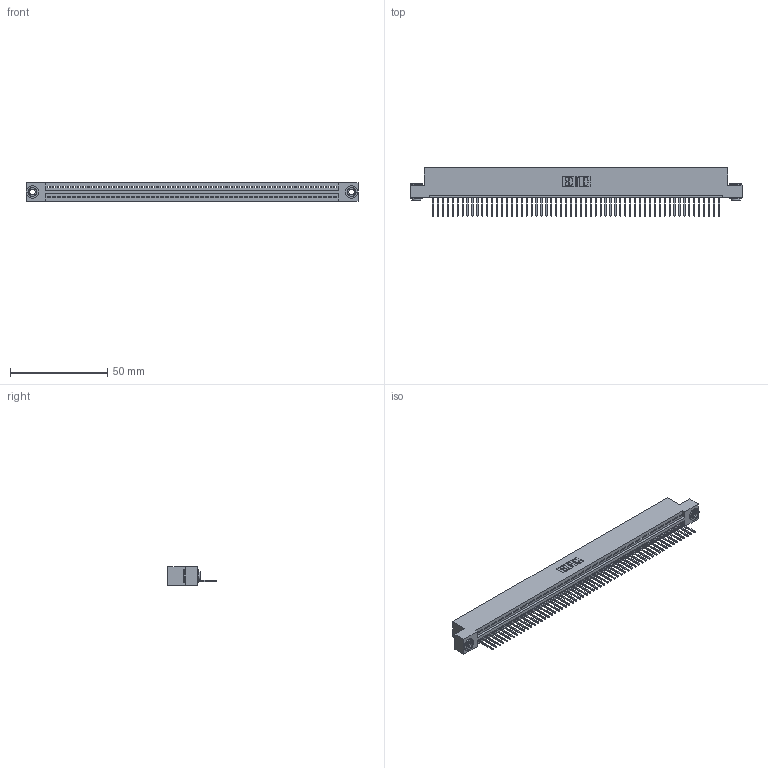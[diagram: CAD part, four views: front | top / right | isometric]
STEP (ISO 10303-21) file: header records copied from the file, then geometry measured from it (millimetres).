
FILE_DESCRIPTION (( 'STEP AP203' ), '1' );
FILE_NAME ('395-059-523-103.STEP', '2018-11-23T07:18:22', ( '' ), ( '' ), 'SwSTEP 2.0', 'SolidWorks 2016', '' );
FILE_SCHEMA (( 'CONFIG_CONTROL_DESIGN' ));
Length unit declared in the file: inch
Products named in the file (4): 345-250-002_345-250-002-102; 345-292-001_345-293-123; 345 Part_Flush Mounting Lugs - 0.156 Dia-TH; 395-059-523-103
Assembly tree (62 placements, depth 2):
  395-059-523-103
    345 Part_Flush Mounting Lugs - 0.156 Dia-TH
    345-292-001_345-293-123  x59
    345-250-002_345-250-002-102  x2
Bounding box: 171.07 x 24.82 x 9.4 mm (x, y, z)
Volume: 16384.1 mm3; surface area: 22282.9 mm2
Topology: 62 solids, 62 shells, 3586 faces, 10801 edges, 7118 vertices
Faces by surface type: plane 2450, cylinder 1128, cone 8
Entity records: 42784 total; most frequent: CARTESIAN_POINT 7388, ORIENTED_EDGE 7374, DIRECTION 6459, EDGE_CURVE 3687, VECTOR 3295, LINE 3295, VERTEX_POINT 2454, AXIS2_PLACEMENT_3D 1582
